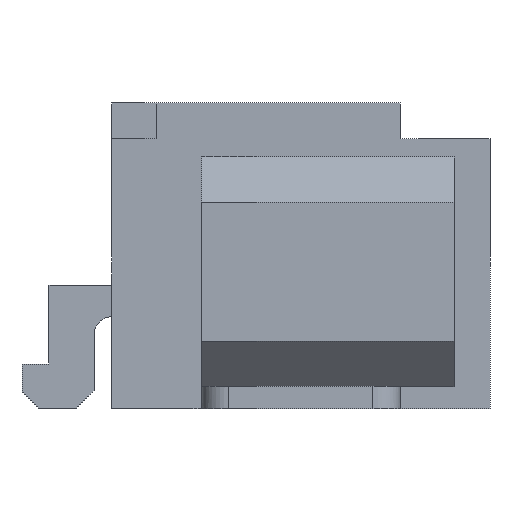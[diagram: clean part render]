
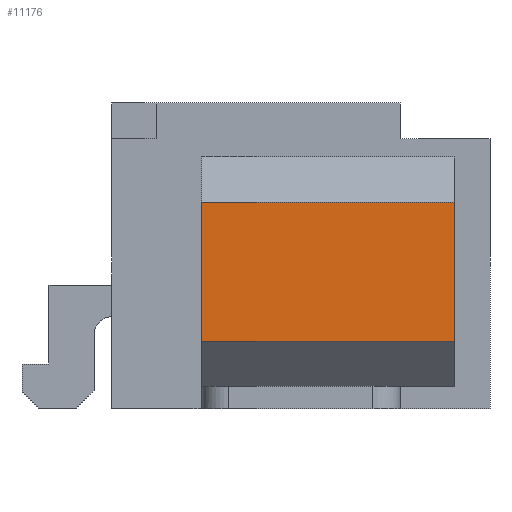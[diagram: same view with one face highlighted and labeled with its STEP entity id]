
A CAD part, left-side view. The second image highlights one B-rep face of the part: STEP entity #11176.
In plain terms, the highlighted planar face has unit normal (-1, 0, 0).
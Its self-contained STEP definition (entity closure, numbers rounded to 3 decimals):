
#5367 = PLANE('',#5368);
#5368 = AXIS2_PLACEMENT_3D('',#5369,#5370,#5371);
#5369 = CARTESIAN_POINT('',(-2.75,-0.35,0.25));
#5370 = DIRECTION('',(0.,-1.,0.));
#5371 = DIRECTION('',(0.,0.,-1.));
#5589 = PLANE('',#5590);
#5590 = AXIS2_PLACEMENT_3D('',#5591,#5592,#5593);
#5591 = CARTESIAN_POINT('',(-2.75,-3.15,0.25));
#5592 = DIRECTION('',(0.,-1.,0.));
#5593 = DIRECTION('',(0.,0.,-1.));
#8874 = PLANE('',#8875);
#8875 = AXIS2_PLACEMENT_3D('',#8876,#8877,#8878);
#8876 = CARTESIAN_POINT('',(-4.5,-0.35,2.3));
#8877 = DIRECTION('',(0.,0.,1.));
#8878 = DIRECTION('',(1.,0.,0.));
#8958 = VERTEX_POINT('',#8959);
#8959 = CARTESIAN_POINT('',(-4.5,-3.15,2.3));
#8980 = EDGE_CURVE('',#8981,#8958,#8983,.T.);
#8981 = VERTEX_POINT('',#8982);
#8982 = CARTESIAN_POINT('',(-4.5,-3.15,0.75));
#8983 = SURFACE_CURVE('',#8984,(#8988,#8995),.PCURVE_S1.);
#8984 = LINE('',#8985,#8986);
#8985 = CARTESIAN_POINT('',(-4.5,-3.15,0.75));
#8986 = VECTOR('',#8987,1.);
#8987 = DIRECTION('',(0.,0.,1.));
#8988 = PCURVE('',#5589,#8989);
#8989 = DEFINITIONAL_REPRESENTATION('',(#8990),#8994);
#8990 = LINE('',#8991,#8992);
#8991 = CARTESIAN_POINT('',(-0.5,-1.75));
#8992 = VECTOR('',#8993,1.);
#8993 = DIRECTION('',(-1.,0.));
#8994 = ( GEOMETRIC_REPRESENTATION_CONTEXT(2)
PARAMETRIC_REPRESENTATION_CONTEXT() REPRESENTATION_CONTEXT('2D SPACE',''
) );
#8995 = PCURVE('',#8996,#9001);
#8996 = PLANE('',#8997);
#8997 = AXIS2_PLACEMENT_3D('',#8998,#8999,#9000);
#8998 = CARTESIAN_POINT('',(-4.5,-0.35,0.75));
#8999 = DIRECTION('',(-1.,0.,0.));
#9000 = DIRECTION('',(0.,0.,1.));
#9001 = DEFINITIONAL_REPRESENTATION('',(#9002),#9006);
#9002 = LINE('',#9003,#9004);
#9003 = CARTESIAN_POINT('',(0.,-2.8));
#9004 = VECTOR('',#9005,1.);
#9005 = DIRECTION('',(1.,0.));
#9006 = ( GEOMETRIC_REPRESENTATION_CONTEXT(2)
PARAMETRIC_REPRESENTATION_CONTEXT() REPRESENTATION_CONTEXT('2D SPACE',''
) );
#9022 = PLANE('',#9023);
#9023 = AXIS2_PLACEMENT_3D('',#9024,#9025,#9026);
#9024 = CARTESIAN_POINT('',(-4.,-0.35,0.25));
#9025 = DIRECTION('',(-0.707,0.,-0.707));
#9026 = DIRECTION('',(-0.707,0.,0.707));
#9750 = VERTEX_POINT('',#9751);
#9751 = CARTESIAN_POINT('',(-4.5,-0.35,2.3));
#9772 = EDGE_CURVE('',#9773,#9750,#9775,.T.);
#9773 = VERTEX_POINT('',#9774);
#9774 = CARTESIAN_POINT('',(-4.5,-0.35,0.75));
#9775 = SURFACE_CURVE('',#9776,(#9780,#9787),.PCURVE_S1.);
#9776 = LINE('',#9777,#9778);
#9777 = CARTESIAN_POINT('',(-4.5,-0.35,0.75));
#9778 = VECTOR('',#9779,1.);
#9779 = DIRECTION('',(0.,0.,1.));
#9780 = PCURVE('',#5367,#9781);
#9781 = DEFINITIONAL_REPRESENTATION('',(#9782),#9786);
#9782 = LINE('',#9783,#9784);
#9783 = CARTESIAN_POINT('',(-0.5,-1.75));
#9784 = VECTOR('',#9785,1.);
#9785 = DIRECTION('',(-1.,0.));
#9786 = ( GEOMETRIC_REPRESENTATION_CONTEXT(2)
PARAMETRIC_REPRESENTATION_CONTEXT() REPRESENTATION_CONTEXT('2D SPACE',''
) );
#9787 = PCURVE('',#8996,#9788);
#9788 = DEFINITIONAL_REPRESENTATION('',(#9789),#9793);
#9789 = LINE('',#9790,#9791);
#9790 = CARTESIAN_POINT('',(0.,0.));
#9791 = VECTOR('',#9792,1.);
#9792 = DIRECTION('',(1.,0.));
#9793 = ( GEOMETRIC_REPRESENTATION_CONTEXT(2)
PARAMETRIC_REPRESENTATION_CONTEXT() REPRESENTATION_CONTEXT('2D SPACE',''
) );
#11077 = EDGE_CURVE('',#9750,#8958,#11078,.T.);
#11078 = SURFACE_CURVE('',#11079,(#11083,#11090),.PCURVE_S1.);
#11079 = LINE('',#11080,#11081);
#11080 = CARTESIAN_POINT('',(-4.5,-0.35,2.3));
#11081 = VECTOR('',#11082,1.);
#11082 = DIRECTION('',(0.,-1.,0.));
#11083 = PCURVE('',#8874,#11084);
#11084 = DEFINITIONAL_REPRESENTATION('',(#11085),#11089);
#11085 = LINE('',#11086,#11087);
#11086 = CARTESIAN_POINT('',(0.,0.));
#11087 = VECTOR('',#11088,1.);
#11088 = DIRECTION('',(0.,-1.));
#11089 = ( GEOMETRIC_REPRESENTATION_CONTEXT(2)
PARAMETRIC_REPRESENTATION_CONTEXT() REPRESENTATION_CONTEXT('2D SPACE',''
) );
#11090 = PCURVE('',#8996,#11091);
#11091 = DEFINITIONAL_REPRESENTATION('',(#11092),#11096);
#11092 = LINE('',#11093,#11094);
#11093 = CARTESIAN_POINT('',(1.55,0.));
#11094 = VECTOR('',#11095,1.);
#11095 = DIRECTION('',(0.,-1.));
#11096 = ( GEOMETRIC_REPRESENTATION_CONTEXT(2)
PARAMETRIC_REPRESENTATION_CONTEXT() REPRESENTATION_CONTEXT('2D SPACE',''
) );
#11155 = EDGE_CURVE('',#9773,#8981,#11156,.T.);
#11156 = SURFACE_CURVE('',#11157,(#11161,#11168),.PCURVE_S1.);
#11157 = LINE('',#11158,#11159);
#11158 = CARTESIAN_POINT('',(-4.5,-0.35,0.75));
#11159 = VECTOR('',#11160,1.);
#11160 = DIRECTION('',(0.,-1.,0.));
#11161 = PCURVE('',#9022,#11162);
#11162 = DEFINITIONAL_REPRESENTATION('',(#11163),#11167);
#11163 = LINE('',#11164,#11165);
#11164 = CARTESIAN_POINT('',(0.707,0.));
#11165 = VECTOR('',#11166,1.);
#11166 = DIRECTION('',(0.,-1.));
#11167 = ( GEOMETRIC_REPRESENTATION_CONTEXT(2)
PARAMETRIC_REPRESENTATION_CONTEXT() REPRESENTATION_CONTEXT('2D SPACE',''
) );
#11168 = PCURVE('',#8996,#11169);
#11169 = DEFINITIONAL_REPRESENTATION('',(#11170),#11174);
#11170 = LINE('',#11171,#11172);
#11171 = CARTESIAN_POINT('',(0.,0.));
#11172 = VECTOR('',#11173,1.);
#11173 = DIRECTION('',(0.,-1.));
#11174 = ( GEOMETRIC_REPRESENTATION_CONTEXT(2)
PARAMETRIC_REPRESENTATION_CONTEXT() REPRESENTATION_CONTEXT('2D SPACE',''
) );
#11176 = ADVANCED_FACE('',(#11177),#8996,.T.);
#11177 = FACE_BOUND('',#11178,.T.);
#11178 = EDGE_LOOP('',(#11179,#11180,#11181,#11182));
#11179 = ORIENTED_EDGE('',*,*,#11155,.T.);
#11180 = ORIENTED_EDGE('',*,*,#8980,.T.);
#11181 = ORIENTED_EDGE('',*,*,#11077,.F.);
#11182 = ORIENTED_EDGE('',*,*,#9772,.F.);
